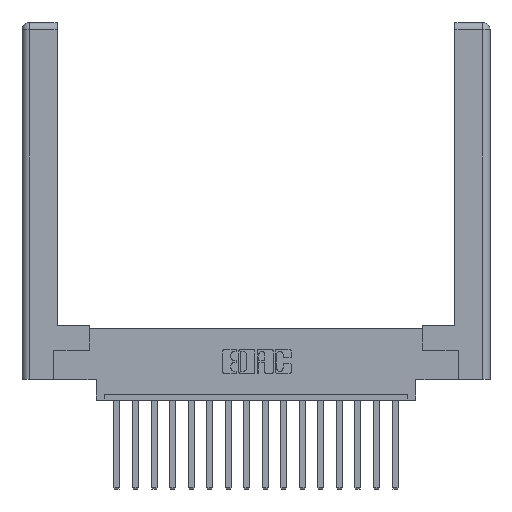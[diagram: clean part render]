
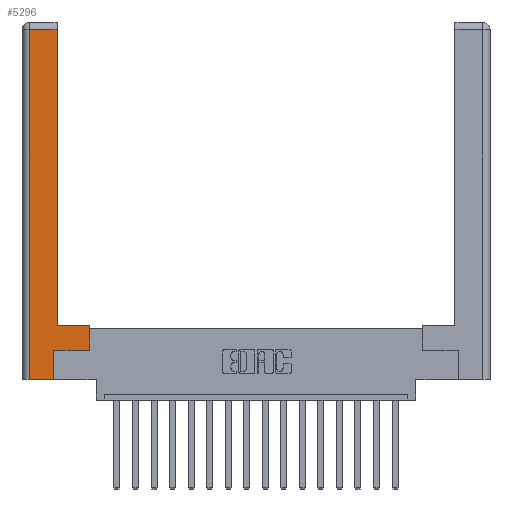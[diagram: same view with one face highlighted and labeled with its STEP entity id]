
A CAD part, top view. The second image highlights one B-rep face of the part: STEP entity #5296.
In plain terms, the highlighted planar face has unit normal (0, 0, 1).
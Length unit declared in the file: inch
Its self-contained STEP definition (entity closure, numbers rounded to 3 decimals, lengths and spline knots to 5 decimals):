
#72 = EDGE_LOOP ( 'NONE', ( #6237, #7989, #15763, #9297, #2344, #3194, #893, #7161 ) ) ;
#321 = EDGE_CURVE ( 'NONE', #14875, #9898, #13405, .T. ) ;
#334 = PLANE ( 'NONE',  #16356 ) ;
#362 = EDGE_CURVE ( 'NONE', #2897, #11329, #14702, .T. ) ;
#441 = DIRECTION ( 'NONE',  ( -1., 0., 0. ) ) ;
#524 = CARTESIAN_POINT ( 'NONE',  ( 0.565, 0.245, 0. ) ) ;
#728 = CARTESIAN_POINT ( 'NONE',  ( 0.265, 0., 0. ) ) ;
#782 = VECTOR ( 'NONE', #17020, 39.37008 ) ;
#817 = VECTOR ( 'NONE', #5415, 39.37008 ) ;
#893 = ORIENTED_EDGE ( 'NONE', *, *, #16248, .T. ) ;
#994 = LINE ( 'NONE', #16831, #9794 ) ;
#1030 = VERTEX_POINT ( 'NONE', #17795 ) ;
#1335 = VERTEX_POINT ( 'NONE', #7838 ) ;
#2187 = VECTOR ( 'NONE', #8707, 39.37008 ) ;
#2265 = LINE ( 'NONE', #6141, #12163 ) ;
#2305 = CARTESIAN_POINT ( 'NONE',  ( 0.0615, 2.94, 0. ) ) ;
#2330 = CARTESIAN_POINT ( 'NONE',  ( 0.0615, 2.94, 0. ) ) ;
#2344 = ORIENTED_EDGE ( 'NONE', *, *, #16230, .T. ) ;
#2837 = CARTESIAN_POINT ( 'NONE',  ( 0.0615, 0., 0. ) ) ;
#2897 = VERTEX_POINT ( 'NONE', #2837 ) ;
#3174 = CARTESIAN_POINT ( 'NONE',  ( 0.295, 3., 0. ) ) ;
#3194 = ORIENTED_EDGE ( 'NONE', *, *, #321, .T. ) ;
#3832 = DIRECTION ( 'NONE',  ( 1., 0., 0. ) ) ;
#4394 = VECTOR ( 'NONE', #3832, 39.37008 ) ;
#4402 = DIRECTION ( 'NONE',  ( 0., 0., -1. ) ) ;
#5296 = ADVANCED_FACE ( 'NONE', ( #17251 ), #334, .F. ) ;
#5415 = DIRECTION ( 'NONE',  ( -1., 0., 0. ) ) ;
#6141 = CARTESIAN_POINT ( 'NONE',  ( 0.565, 0.45, 0. ) ) ;
#6237 = ORIENTED_EDGE ( 'NONE', *, *, #11177, .T. ) ;
#7161 = ORIENTED_EDGE ( 'NONE', *, *, #7859, .T. ) ;
#7202 = EDGE_CURVE ( 'NONE', #1030, #14725, #16299, .T. ) ;
#7620 = CARTESIAN_POINT ( 'NONE',  ( 0.565, 0.245, 0. ) ) ;
#7838 = CARTESIAN_POINT ( 'NONE',  ( 0.295, 0.45, 0. ) ) ;
#7859 = EDGE_CURVE ( 'NONE', #15980, #1335, #16081, .T. ) ;
#7989 = ORIENTED_EDGE ( 'NONE', *, *, #7202, .T. ) ;
#8707 = DIRECTION ( 'NONE',  ( 0., 1., 0. ) ) ;
#9233 = CARTESIAN_POINT ( 'NONE',  ( 0.565, 0.45, 0. ) ) ;
#9297 = ORIENTED_EDGE ( 'NONE', *, *, #362, .T. ) ;
#9508 = LINE ( 'NONE', #3174, #2187 ) ;
#9778 = VECTOR ( 'NONE', #10129, 39.37008 ) ;
#9794 = VECTOR ( 'NONE', #17017, 39.37008 ) ;
#9898 = VERTEX_POINT ( 'NONE', #7620 ) ;
#10025 = LINE ( 'NONE', #15729, #782 ) ;
#10129 = DIRECTION ( 'NONE',  ( 1., 0., 0. ) ) ;
#10443 = DIRECTION ( 'NONE',  ( -1., 0., 0. ) ) ;
#11177 = EDGE_CURVE ( 'NONE', #1335, #1030, #9508, .T. ) ;
#11329 = VERTEX_POINT ( 'NONE', #728 ) ;
#11584 = DIRECTION ( 'NONE',  ( 0., 1., 0. ) ) ;
#12163 = VECTOR ( 'NONE', #11584, 39.37008 ) ;
#13405 = LINE ( 'NONE', #524, #9778 ) ;
#14702 = LINE ( 'NONE', #17790, #4394 ) ;
#14725 = VERTEX_POINT ( 'NONE', #2330 ) ;
#14875 = VERTEX_POINT ( 'NONE', #17847 ) ;
#15450 = VECTOR ( 'NONE', #10443, 39.37008 ) ;
#15729 = CARTESIAN_POINT ( 'NONE',  ( 0.265, 0.245, 0. ) ) ;
#15763 = ORIENTED_EDGE ( 'NONE', *, *, #16481, .T. ) ;
#15980 = VERTEX_POINT ( 'NONE', #9233 ) ;
#16081 = LINE ( 'NONE', #17461, #15450 ) ;
#16230 = EDGE_CURVE ( 'NONE', #11329, #14875, #10025, .T. ) ;
#16248 = EDGE_CURVE ( 'NONE', #9898, #15980, #2265, .T. ) ;
#16299 = LINE ( 'NONE', #2305, #817 ) ;
#16356 = AXIS2_PLACEMENT_3D ( 'NONE', #16807, #4402, #441 ) ;
#16481 = EDGE_CURVE ( 'NONE', #14725, #2897, #994, .T. ) ;
#16807 = CARTESIAN_POINT ( 'NONE',  ( 0., 0., 0. ) ) ;
#16831 = CARTESIAN_POINT ( 'NONE',  ( 0.0615, 0., 0. ) ) ;
#17017 = DIRECTION ( 'NONE',  ( 0., -1., 0. ) ) ;
#17020 = DIRECTION ( 'NONE',  ( 0., 1., 0. ) ) ;
#17251 = FACE_OUTER_BOUND ( 'NONE', #72, .T. ) ;
#17461 = CARTESIAN_POINT ( 'NONE',  ( 0.295, 0.45, 0. ) ) ;
#17790 = CARTESIAN_POINT ( 'NONE',  ( 0.265, 0., 0. ) ) ;
#17795 = CARTESIAN_POINT ( 'NONE',  ( 0.295, 2.94, 0. ) ) ;
#17847 = CARTESIAN_POINT ( 'NONE',  ( 0.265, 0.245, 0. ) ) ;
